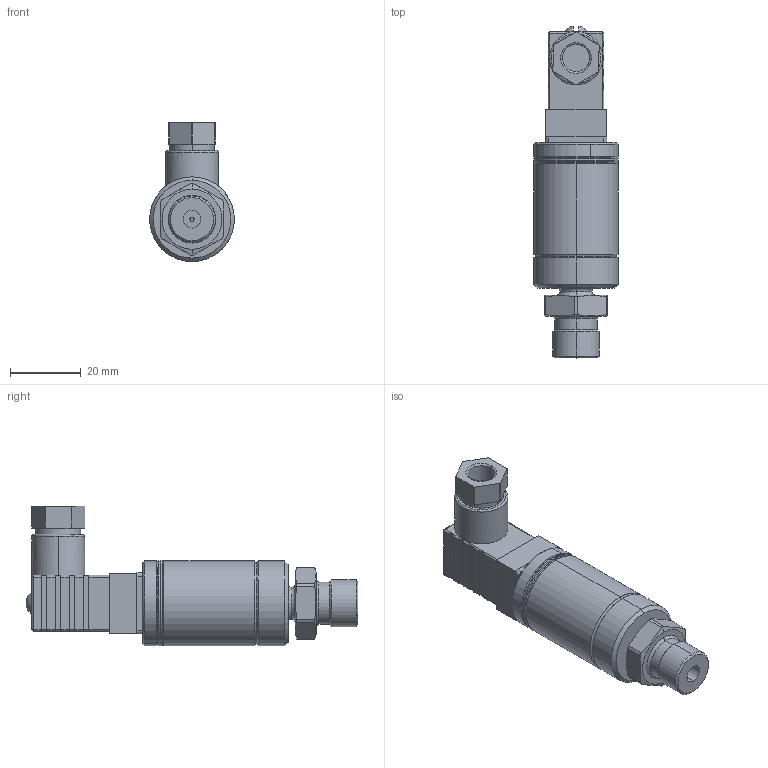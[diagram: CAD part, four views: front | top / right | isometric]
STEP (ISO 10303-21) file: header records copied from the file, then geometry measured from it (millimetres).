
FILE_DESCRIPTION (( 'STEP AP203' ), '1' );
FILE_NAME ('RS Tx Assembly - 231213.STEP', '2013-12-23T13:27:15', ( 'marcnoel' ), ( '' ), 'SwSTEP 2.0', 'SolidWorks 2010', '' );
FILE_SCHEMA (( 'CONFIG_CONTROL_DESIGN' ));
Length unit declared in the file: millimetre
Products named in the file (5): Small Din Connector - screw down version; Gasket; B0877 iss 2; RS Tx Assembly - 231213; A1479 iss 2
Assembly tree (4 placements, depth 2):
  RS Tx Assembly - 231213
    Small Din Connector - screw down version
    B0877 iss 2
    A1479 iss 2
    Gasket
Bounding box: 24 x 94.01 x 39.42 mm (x, y, z)
Volume: 19618.8 mm3; surface area: 13570.6 mm2
Topology: 4 solids, 4 shells, 241 faces, 567 edges, 346 vertices
Faces by surface type: cylinder 103, plane 85, cone 24, torus 22, bspline 4, sphere 3
Entity records: 7868 total; most frequent: CARTESIAN_POINT 1864, DIRECTION 1194, ORIENTED_EDGE 1122, EDGE_CURVE 561, AXIS2_PLACEMENT_3D 464, VERTEX_POINT 345, EDGE_LOOP 268, VECTOR 266
